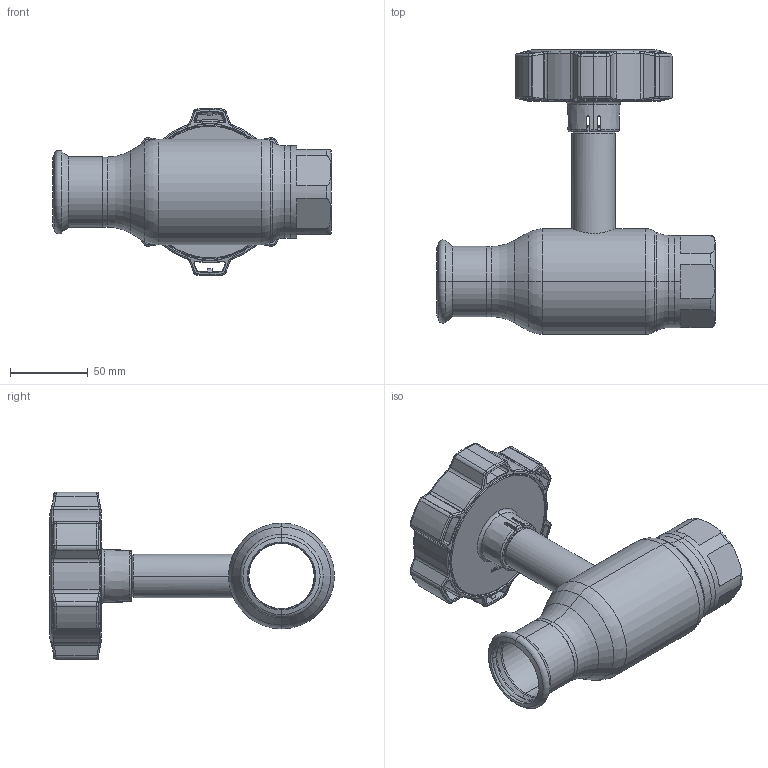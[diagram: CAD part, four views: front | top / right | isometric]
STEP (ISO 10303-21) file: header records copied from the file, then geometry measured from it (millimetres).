
FILE_DESCRIPTION (( 'STEP AP214' ), '1' );
FILE_NAME ('1040001001-1200.step', '2024-01-16T10:03:18', ( '' ), ( '' ), 'SwSTEP 2.0', 'SolidWorks 2021', '' );
FILE_SCHEMA (( 'AUTOMOTIVE_DESIGN' ));
Length unit declared in the file: millimetre
Products named in the file (1): 1040001001-1200
Bounding box: 178.8 x 183.15 x 107.98 mm (x, y, z)
Surface area: 97212.1 mm2 (no closed solid volume)
Topology: 0 solids, 11 shells, 521 faces, 1622 edges, 1073 vertices
Faces by surface type: bspline 162, cylinder 114, plane 111, torus 75, cone 53, sphere 6
Entity records: 32398 total; most frequent: CARTESIAN_POINT 14020, ORIENTED_EDGE 2779, DIRECTION 2192, EDGE_CURVE 1616, VERTEX_POINT 1073, AXIS2_PLACEMENT_3D 865, B_SPLINE_CURVE_WITH_KNOTS 626, EDGE_LOOP 552
